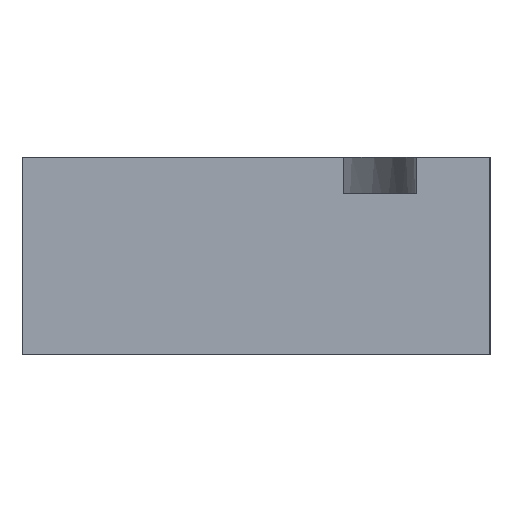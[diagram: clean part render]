
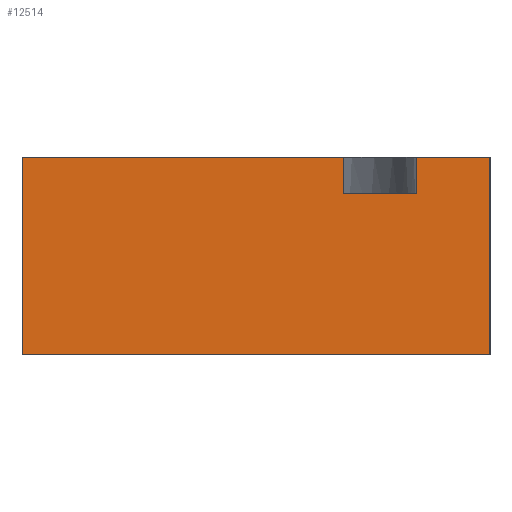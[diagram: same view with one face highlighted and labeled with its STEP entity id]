
A CAD part, left-side view. The second image highlights one B-rep face of the part: STEP entity #12514.
In plain terms, the highlighted planar face has unit normal (-1, 0, 0).
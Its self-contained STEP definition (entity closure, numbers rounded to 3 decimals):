
#1093=FACE_OUTER_BOUND('',#1773,.T.);
#1773=EDGE_LOOP('',(#11336,#11337,#11338,#11339,#11340,#11341,#11342,#11343));
#3451=LINE('',#20231,#4934);
#3455=LINE('',#20239,#4938);
#3475=LINE('',#20303,#4958);
#3482=LINE('',#20321,#4965);
#3484=LINE('',#20325,#4967);
#3518=LINE('',#20435,#5001);
#3519=LINE('',#20437,#5002);
#3520=LINE('',#20438,#5003);
#4934=VECTOR('',#16663,10.);
#4938=VECTOR('',#16667,10.);
#4958=VECTOR('',#16733,10.);
#4965=VECTOR('',#16752,10.);
#4967=VECTOR('',#16758,10.);
#5001=VECTOR('',#16854,10.);
#5002=VECTOR('',#16857,10.);
#5003=VECTOR('',#16858,10.);
#6090=VERTEX_POINT('',#20228);
#6091=VERTEX_POINT('',#20230);
#6094=VERTEX_POINT('',#20236);
#6095=VERTEX_POINT('',#20238);
#6116=VERTEX_POINT('',#20301);
#6121=VERTEX_POINT('',#20319);
#6148=VERTEX_POINT('',#20429);
#6150=VERTEX_POINT('',#20433);
#7790=EDGE_CURVE('',#6090,#6091,#3451,.T.);
#7794=EDGE_CURVE('',#6094,#6095,#3455,.T.);
#7827=EDGE_CURVE('',#6090,#6116,#3475,.T.);
#7836=EDGE_CURVE('',#6116,#6121,#3482,.T.);
#7838=EDGE_CURVE('',#6121,#6095,#3484,.T.);
#7888=EDGE_CURVE('',#6148,#6150,#3518,.T.);
#7889=EDGE_CURVE('',#6148,#6094,#3519,.T.);
#7890=EDGE_CURVE('',#6091,#6150,#3520,.T.);
#11336=ORIENTED_EDGE('',*,*,#7838,.T.);
#11337=ORIENTED_EDGE('',*,*,#7794,.F.);
#11338=ORIENTED_EDGE('',*,*,#7889,.F.);
#11339=ORIENTED_EDGE('',*,*,#7888,.T.);
#11340=ORIENTED_EDGE('',*,*,#7890,.F.);
#11341=ORIENTED_EDGE('',*,*,#7790,.F.);
#11342=ORIENTED_EDGE('',*,*,#7827,.T.);
#11343=ORIENTED_EDGE('',*,*,#7836,.T.);
#11887=PLANE('',#13544);
#12514=ADVANCED_FACE('',(#1093),#11887,.T.);
#13544=AXIS2_PLACEMENT_3D('',#20436,#16855,#16856);
#16663=DIRECTION('',(0.,-1.,0.));
#16667=DIRECTION('',(0.,-1.,0.));
#16733=DIRECTION('',(0.,0.,-1.));
#16752=DIRECTION('',(0.,1.,0.));
#16758=DIRECTION('',(0.,0.,1.));
#16854=DIRECTION('',(0.,-1.,0.));
#16855=DIRECTION('center_axis',(-1.,0.,0.));
#16856=DIRECTION('ref_axis',(0.,1.,0.));
#16857=DIRECTION('',(0.,0.,1.));
#16858=DIRECTION('',(0.,0.,-1.));
#20228=CARTESIAN_POINT('',(91.25,-114.75,7.506));
#20230=CARTESIAN_POINT('',(91.25,-119.75,7.506));
#20231=CARTESIAN_POINT('',(91.25,-87.7,7.506));
#20236=CARTESIAN_POINT('',(91.25,-87.7,7.506));
#20238=CARTESIAN_POINT('',(91.25,-109.75,7.506));
#20239=CARTESIAN_POINT('',(91.25,-87.7,7.506));
#20301=CARTESIAN_POINT('',(91.25,-114.75,5.006));
#20303=CARTESIAN_POINT('',(91.25,-114.75,3.756));
#20319=CARTESIAN_POINT('',(91.25,-109.75,5.006));
#20321=CARTESIAN_POINT('',(91.25,-116.,5.006));
#20325=CARTESIAN_POINT('',(91.25,-109.75,3.756));
#20429=CARTESIAN_POINT('',(91.25,-87.7,-5.994));
#20433=CARTESIAN_POINT('',(91.25,-119.75,-5.994));
#20435=CARTESIAN_POINT('',(91.25,-111.738,-5.994));
#20436=CARTESIAN_POINT('Origin',(91.25,-119.75,0.006));
#20437=CARTESIAN_POINT('',(91.25,-87.7,0.006));
#20438=CARTESIAN_POINT('',(91.25,-119.75,0.006));
